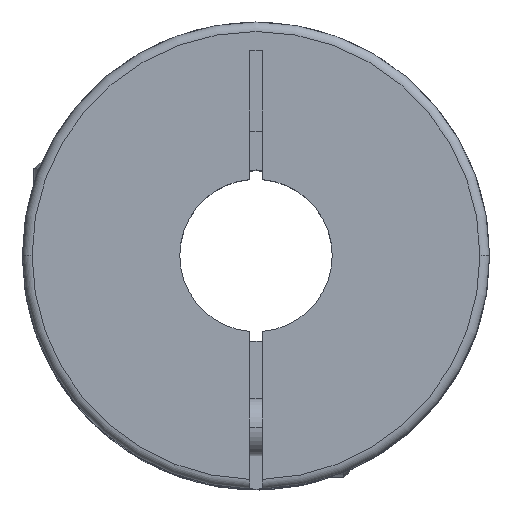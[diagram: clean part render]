
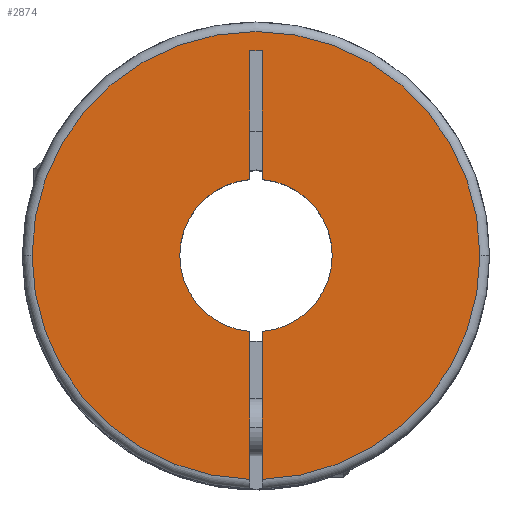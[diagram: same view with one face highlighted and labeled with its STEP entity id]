
A CAD part, top view. The second image highlights one B-rep face of the part: STEP entity #2874.
In plain terms, the highlighted planar face has unit normal (0, 0, 1).
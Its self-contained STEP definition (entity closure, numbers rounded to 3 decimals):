
#41 = CARTESIAN_POINT ( 'NONE',  ( 0., 0., 0. ) ) ;
#90 = VERTEX_POINT ( 'NONE', #4360 ) ;
#113 = VERTEX_POINT ( 'NONE', #2237 ) ;
#175 = VERTEX_POINT ( 'NONE', #2370 ) ;
#201 = DIRECTION ( 'NONE',  ( 0., 0., -1. ) ) ;
#277 = FACE_OUTER_BOUND ( 'NONE', #4507, .T. ) ;
#283 = AXIS2_PLACEMENT_3D ( 'NONE', #3078, #201, #3790 ) ;
#315 = EDGE_CURVE ( 'NONE', #1995, #175, #2079, .T. ) ;
#325 = CARTESIAN_POINT ( 'NONE',  ( 0., 0., 0. ) ) ;
#352 = CARTESIAN_POINT ( 'NONE',  ( -0.65, 21.5, 0. ) ) ;
#432 = AXIS2_PLACEMENT_3D ( 'NONE', #3122, #2367, #3096 ) ;
#573 = CARTESIAN_POINT ( 'NONE',  ( 0., 0., 0. ) ) ;
#665 = AXIS2_PLACEMENT_3D ( 'NONE', #4239, #2485, #695 ) ;
#695 = DIRECTION ( 'NONE',  ( -1., 0., 0. ) ) ;
#710 = DIRECTION ( 'NONE',  ( 0., 0., -1. ) ) ;
#750 = ORIENTED_EDGE ( 'NONE', *, *, #4290, .F. ) ;
#808 = CARTESIAN_POINT ( 'NONE',  ( 0.65, -24.5, 0. ) ) ;
#819 = DIRECTION ( 'NONE',  ( -1., 0., 0. ) ) ;
#851 = EDGE_CURVE ( 'NONE', #1995, #1654, #2424, .T. ) ;
#872 = CIRCLE ( 'NONE', #283, 23.5 ) ;
#929 = VERTEX_POINT ( 'NONE', #3855 ) ;
#999 = DIRECTION ( 'NONE',  ( 0., -1., 0. ) ) ;
#1167 = CIRCLE ( 'NONE', #1550, 8. ) ;
#1207 = ORIENTED_EDGE ( 'NONE', *, *, #1578, .F. ) ;
#1309 = VERTEX_POINT ( 'NONE', #3782 ) ;
#1315 = CARTESIAN_POINT ( 'NONE',  ( -0.65, 21.5, 0. ) ) ;
#1321 = DIRECTION ( 'NONE',  ( -1., 0., 0. ) ) ;
#1345 = AXIS2_PLACEMENT_3D ( 'NONE', #3570, #4595, #1384 ) ;
#1384 = DIRECTION ( 'NONE',  ( -1., 0., 0. ) ) ;
#1398 = DIRECTION ( 'NONE',  ( -1., 0., 0. ) ) ;
#1427 = CARTESIAN_POINT ( 'NONE',  ( -0.65, 21.5, 0. ) ) ;
#1428 = ORIENTED_EDGE ( 'NONE', *, *, #3674, .F. ) ;
#1470 = VECTOR ( 'NONE', #4162, 1000. ) ;
#1482 = CIRCLE ( 'NONE', #4076, 8. ) ;
#1499 = EDGE_CURVE ( 'NONE', #3580, #3181, #2075, .T. ) ;
#1500 = VECTOR ( 'NONE', #999, 1000. ) ;
#1522 = EDGE_CURVE ( 'NONE', #1676, #113, #1870, .T. ) ;
#1544 = LINE ( 'NONE', #3297, #4272 ) ;
#1550 = AXIS2_PLACEMENT_3D ( 'NONE', #573, #3423, #1321 ) ;
#1578 = EDGE_CURVE ( 'NONE', #90, #1676, #2084, .T. ) ;
#1654 = VERTEX_POINT ( 'NONE', #3981 ) ;
#1667 = ORIENTED_EDGE ( 'NONE', *, *, #315, .T. ) ;
#1674 = CARTESIAN_POINT ( 'NONE',  ( 0.65, -24.5, 0. ) ) ;
#1676 = VERTEX_POINT ( 'NONE', #2534 ) ;
#1698 = LINE ( 'NONE', #1674, #1470 ) ;
#1761 = DIRECTION ( 'NONE',  ( -1., 0., 0. ) ) ;
#1870 = CIRCLE ( 'NONE', #1345, 23.5 ) ;
#1995 = VERTEX_POINT ( 'NONE', #3607 ) ;
#2000 = VECTOR ( 'NONE', #2955, 1000. ) ;
#2019 = EDGE_CURVE ( 'NONE', #113, #929, #4001, .T. ) ;
#2075 = LINE ( 'NONE', #1427, #1500 ) ;
#2079 = CIRCLE ( 'NONE', #665, 8. ) ;
#2081 = ORIENTED_EDGE ( 'NONE', *, *, #2019, .F. ) ;
#2084 = CIRCLE ( 'NONE', #2451, 23.5 ) ;
#2102 = DIRECTION ( 'NONE',  ( 0., -1., 0. ) ) ;
#2106 = ORIENTED_EDGE ( 'NONE', *, *, #4273, .T. ) ;
#2155 = CARTESIAN_POINT ( 'NONE',  ( 0.65, 7.974, 0. ) ) ;
#2237 = CARTESIAN_POINT ( 'NONE',  ( 0.65, -23.491, 0. ) ) ;
#2287 = ORIENTED_EDGE ( 'NONE', *, *, #1499, .F. ) ;
#2367 = DIRECTION ( 'NONE',  ( 0., 0., -1. ) ) ;
#2370 = CARTESIAN_POINT ( 'NONE',  ( -8., 0., 0. ) ) ;
#2424 = LINE ( 'NONE', #1315, #4479 ) ;
#2451 = AXIS2_PLACEMENT_3D ( 'NONE', #325, #3172, #1398 ) ;
#2452 = VERTEX_POINT ( 'NONE', #2155 ) ;
#2485 = DIRECTION ( 'NONE',  ( 0., 0., -1. ) ) ;
#2534 = CARTESIAN_POINT ( 'NONE',  ( 23.5, 0., 0. ) ) ;
#2874 = ADVANCED_FACE ( 'NONE', ( #277 ), #4491, .F. ) ;
#2875 = ORIENTED_EDGE ( 'NONE', *, *, #3152, .T. ) ;
#2955 = DIRECTION ( 'NONE',  ( 0., 1., 0. ) ) ;
#3028 = EDGE_CURVE ( 'NONE', #1654, #90, #872, .T. ) ;
#3078 = CARTESIAN_POINT ( 'NONE',  ( 0., 0., 0. ) ) ;
#3096 = DIRECTION ( 'NONE',  ( 0., -1., 0. ) ) ;
#3122 = CARTESIAN_POINT ( 'NONE',  ( 0., 0., 0. ) ) ;
#3152 = EDGE_CURVE ( 'NONE', #2452, #929, #1482, .T. ) ;
#3172 = DIRECTION ( 'NONE',  ( 0., 0., -1. ) ) ;
#3181 = VERTEX_POINT ( 'NONE', #3555 ) ;
#3224 = ORIENTED_EDGE ( 'NONE', *, *, #851, .F. ) ;
#3297 = CARTESIAN_POINT ( 'NONE',  ( 0.65, 21.5, 0. ) ) ;
#3423 = DIRECTION ( 'NONE',  ( 0., 0., -1. ) ) ;
#3555 = CARTESIAN_POINT ( 'NONE',  ( -0.65, 7.974, 0. ) ) ;
#3570 = CARTESIAN_POINT ( 'NONE',  ( 0., 0., 0. ) ) ;
#3580 = VERTEX_POINT ( 'NONE', #352 ) ;
#3607 = CARTESIAN_POINT ( 'NONE',  ( -0.65, -7.974, 0. ) ) ;
#3674 = EDGE_CURVE ( 'NONE', #1309, #3580, #1544, .T. ) ;
#3782 = CARTESIAN_POINT ( 'NONE',  ( 0.65, 21.5, 0. ) ) ;
#3790 = DIRECTION ( 'NONE',  ( -1., 0., 0. ) ) ;
#3855 = CARTESIAN_POINT ( 'NONE',  ( 0.65, -7.974, 0. ) ) ;
#3981 = CARTESIAN_POINT ( 'NONE',  ( -0.65, -23.491, 0. ) ) ;
#4001 = LINE ( 'NONE', #808, #2000 ) ;
#4076 = AXIS2_PLACEMENT_3D ( 'NONE', #41, #710, #1761 ) ;
#4106 = ORIENTED_EDGE ( 'NONE', *, *, #3028, .F. ) ;
#4162 = DIRECTION ( 'NONE',  ( 0., 1., 0. ) ) ;
#4239 = CARTESIAN_POINT ( 'NONE',  ( 0., 0., 0. ) ) ;
#4272 = VECTOR ( 'NONE', #819, 1000. ) ;
#4273 = EDGE_CURVE ( 'NONE', #175, #3181, #1167, .T. ) ;
#4290 = EDGE_CURVE ( 'NONE', #2452, #1309, #1698, .T. ) ;
#4360 = CARTESIAN_POINT ( 'NONE',  ( -23.5, 0., 0. ) ) ;
#4438 = ORIENTED_EDGE ( 'NONE', *, *, #1522, .F. ) ;
#4479 = VECTOR ( 'NONE', #2102, 1000. ) ;
#4491 = PLANE ( 'NONE',  #432 ) ;
#4507 = EDGE_LOOP ( 'NONE', ( #4106, #3224, #1667, #2106, #2287, #1428, #750, #2875, #2081, #4438, #1207 ) ) ;
#4595 = DIRECTION ( 'NONE',  ( 0., 0., -1. ) ) ;
